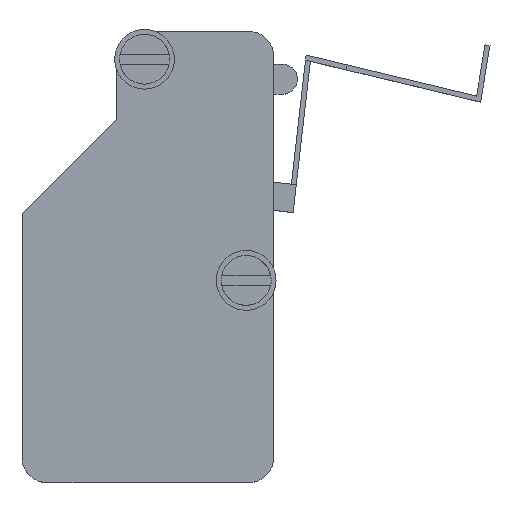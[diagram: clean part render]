
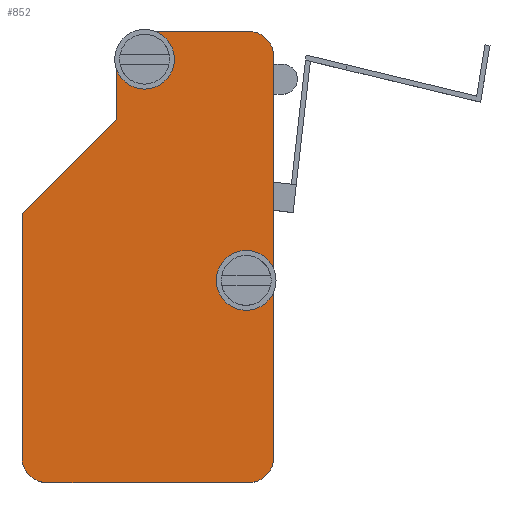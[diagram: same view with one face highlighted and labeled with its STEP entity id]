
A CAD part, top view. The second image highlights one B-rep face of the part: STEP entity #852.
In plain terms, the highlighted planar face has unit normal (0, 0, 1).
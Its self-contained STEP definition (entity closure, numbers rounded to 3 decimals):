
#324=CARTESIAN_POINT('',(-152.95,-59.9,58.));
#325=DIRECTION('',(0.,0.,-1.));
#326=DIRECTION('',(0.,-1.,0.));
#327=AXIS2_PLACEMENT_3D('',#324,#325,#326);
#332=DIRECTION('',(0.,1.,0.));
#333=VECTOR('',#332,24.5);
#334=CARTESIAN_POINT('',(-155.45,-59.9,58.));
#335=LINE('',#334,#333);
#339=DIRECTION('',(0.707,0.707,0.));
#340=VECTOR('',#339,13.364);
#341=CARTESIAN_POINT('',(-155.45,-35.4,58.));
#342=LINE('',#341,#340);
#346=DIRECTION('',(0.,1.,0.));
#347=VECTOR('',#346,6.35);
#348=CARTESIAN_POINT('',(-146.,-25.95,58.));
#349=LINE('',#348,#347);
#353=CARTESIAN_POINT('',(-143.5,-19.6,58.));
#354=DIRECTION('',(0.,0.,-1.));
#355=DIRECTION('',(-1.,0.,0.));
#356=AXIS2_PLACEMENT_3D('',#353,#354,#355);
#361=CARTESIAN_POINT('',(-132.7,-19.6,58.));
#362=DIRECTION('',(0.,0.,-1.));
#363=DIRECTION('',(0.,1.,0.));
#364=AXIS2_PLACEMENT_3D('',#361,#362,#363);
#369=CARTESIAN_POINT('',(-132.7,-59.9,58.));
#370=DIRECTION('',(0.,0.,-1.));
#371=DIRECTION('',(1.,0.,0.));
#372=AXIS2_PLACEMENT_3D('',#369,#370,#371);
#377=DIRECTION('',(-1.,0.,0.));
#378=VECTOR('',#377,20.25);
#379=CARTESIAN_POINT('',(-132.7,-62.4,58.));
#380=LINE('',#379,#378);
#384=CARTESIAN_POINT('',(-143.15,-19.9,58.));
#385=DIRECTION('',(0.,0.,1.));
#386=DIRECTION('',(0.,1.,0.));
#387=AXIS2_PLACEMENT_3D('',#384,#385,#386);
#392=CARTESIAN_POINT('',(-143.15,-19.9,58.));
#393=DIRECTION('',(0.,0.,1.));
#394=DIRECTION('',(-1.,0.,0.));
#395=AXIS2_PLACEMENT_3D('',#392,#393,#394);
#400=CARTESIAN_POINT('',(-143.15,-19.9,58.));
#401=DIRECTION('',(0.,0.,1.));
#402=DIRECTION('',(0.,-1.,0.));
#403=AXIS2_PLACEMENT_3D('',#400,#401,#402);
#408=CARTESIAN_POINT('',(-143.15,-19.9,58.));
#409=DIRECTION('',(0.,0.,1.));
#410=DIRECTION('',(1.,0.,0.));
#411=AXIS2_PLACEMENT_3D('',#408,#409,#410);
#416=CARTESIAN_POINT('',(-132.95,-42.1,58.));
#417=DIRECTION('',(0.,0.,1.));
#418=DIRECTION('',(0.,1.,0.));
#419=AXIS2_PLACEMENT_3D('',#416,#417,#418);
#424=CARTESIAN_POINT('',(-132.95,-42.1,58.));
#425=DIRECTION('',(0.,0.,1.));
#426=DIRECTION('',(-1.,0.,0.));
#427=AXIS2_PLACEMENT_3D('',#424,#425,#426);
#432=CARTESIAN_POINT('',(-132.95,-42.1,58.));
#433=DIRECTION('',(0.,0.,1.));
#434=DIRECTION('',(0.,-1.,0.));
#435=AXIS2_PLACEMENT_3D('',#432,#433,#434);
#440=CARTESIAN_POINT('',(-132.95,-42.1,58.));
#441=DIRECTION('',(0.,0.,1.));
#442=DIRECTION('',(1.,0.,0.));
#443=AXIS2_PLACEMENT_3D('',#440,#441,#442);
#539=DIRECTION('',(-1.,0.,0.));
#540=VECTOR('',#539,10.8);
#541=CARTESIAN_POINT('',(-132.7,-17.1,58.));
#542=LINE('',#541,#540);
#567=DIRECTION('',(0.,1.,0.));
#568=VECTOR('',#567,40.3);
#569=CARTESIAN_POINT('',(-130.2,-59.9,58.));
#570=LINE('',#569,#568);
#691=CARTESIAN_POINT('',(-132.95,-43.35,58.));
#692=VERTEX_POINT('',#691);
#693=CARTESIAN_POINT('',(-132.95,-40.85,58.));
#694=CARTESIAN_POINT('',(-134.2,-42.1,58.));
#695=VERTEX_POINT('',#693);
#696=VERTEX_POINT('',#694);
#697=CARTESIAN_POINT('',(-131.7,-42.1,58.));
#698=VERTEX_POINT('',#697);
#699=CARTESIAN_POINT('',(-152.95,-62.4,58.));
#700=CARTESIAN_POINT('',(-155.45,-59.9,58.));
#701=VERTEX_POINT('',#699);
#702=VERTEX_POINT('',#700);
#703=CARTESIAN_POINT('',(-155.45,-35.4,58.));
#704=VERTEX_POINT('',#703);
#705=CARTESIAN_POINT('',(-146.,-25.95,58.));
#706=VERTEX_POINT('',#705);
#707=CARTESIAN_POINT('',(-146.,-19.6,58.));
#708=VERTEX_POINT('',#707);
#709=CARTESIAN_POINT('',(-143.5,-17.1,58.));
#710=VERTEX_POINT('',#709);
#711=CARTESIAN_POINT('',(-132.7,-17.1,58.));
#712=VERTEX_POINT('',#711);
#713=CARTESIAN_POINT('',(-130.2,-19.6,58.));
#714=VERTEX_POINT('',#713);
#715=CARTESIAN_POINT('',(-130.2,-59.9,58.));
#716=VERTEX_POINT('',#715);
#717=CARTESIAN_POINT('',(-132.7,-62.4,58.));
#718=VERTEX_POINT('',#717);
#719=CARTESIAN_POINT('',(-143.15,-18.65,58.));
#720=CARTESIAN_POINT('',(-144.4,-19.9,58.));
#721=VERTEX_POINT('',#719);
#722=VERTEX_POINT('',#720);
#723=CARTESIAN_POINT('',(-143.15,-21.15,58.));
#724=VERTEX_POINT('',#723);
#725=CARTESIAN_POINT('',(-141.9,-19.9,58.));
#726=VERTEX_POINT('',#725);
#806=CARTESIAN_POINT('',(-135.45,-57.4,58.));
#807=DIRECTION('',(0.,0.,-1.));
#808=DIRECTION('',(-1.,0.,0.));
#809=AXIS2_PLACEMENT_3D('',#806,#807,#808);
#810=PLANE('',#809);
#811=ORIENTED_EDGE('',*,*,#796,.T.);
#813=ORIENTED_EDGE('',*,*,#812,.T.);
#815=ORIENTED_EDGE('',*,*,#814,.T.);
#817=ORIENTED_EDGE('',*,*,#816,.T.);
#819=ORIENTED_EDGE('',*,*,#818,.T.);
#821=ORIENTED_EDGE('',*,*,#820,.F.);
#823=ORIENTED_EDGE('',*,*,#822,.T.);
#825=ORIENTED_EDGE('',*,*,#824,.F.);
#827=ORIENTED_EDGE('',*,*,#826,.T.);
#829=ORIENTED_EDGE('',*,*,#828,.T.);
#830=EDGE_LOOP('',(#811,#813,#815,#817,#819,#821,#823,#825,#827,#829));
#831=FACE_OUTER_BOUND('',#830,.F.);
#833=ORIENTED_EDGE('',*,*,#832,.T.);
#835=ORIENTED_EDGE('',*,*,#834,.T.);
#837=ORIENTED_EDGE('',*,*,#836,.T.);
#839=ORIENTED_EDGE('',*,*,#838,.T.);
#840=EDGE_LOOP('',(#833,#835,#837,#839));
#841=FACE_BOUND('',#840,.F.);
#843=ORIENTED_EDGE('',*,*,#842,.T.);
#845=ORIENTED_EDGE('',*,*,#844,.T.);
#847=ORIENTED_EDGE('',*,*,#846,.T.);
#849=ORIENTED_EDGE('',*,*,#848,.T.);
#850=EDGE_LOOP('',(#843,#845,#847,#849));
#851=FACE_BOUND('',#850,.F.);
#328=CIRCLE('',#327,2.5);
#357=CIRCLE('',#356,2.5);
#365=CIRCLE('',#364,2.5);
#373=CIRCLE('',#372,2.5);
#388=CIRCLE('',#387,1.25);
#396=CIRCLE('',#395,1.25);
#404=CIRCLE('',#403,1.25);
#412=CIRCLE('',#411,1.25);
#420=CIRCLE('',#419,1.25);
#428=CIRCLE('',#427,1.25);
#436=CIRCLE('',#435,1.25);
#444=CIRCLE('',#443,1.25);
#796=EDGE_CURVE('',#701,#702,#328,.T.);
#812=EDGE_CURVE('',#702,#704,#335,.T.);
#814=EDGE_CURVE('',#704,#706,#342,.T.);
#816=EDGE_CURVE('',#706,#708,#349,.T.);
#818=EDGE_CURVE('',#708,#710,#357,.T.);
#820=EDGE_CURVE('',#712,#710,#542,.T.);
#822=EDGE_CURVE('',#712,#714,#365,.T.);
#824=EDGE_CURVE('',#716,#714,#570,.T.);
#826=EDGE_CURVE('',#716,#718,#373,.T.);
#828=EDGE_CURVE('',#718,#701,#380,.T.);
#832=EDGE_CURVE('',#721,#722,#388,.T.);
#834=EDGE_CURVE('',#722,#724,#396,.T.);
#836=EDGE_CURVE('',#724,#726,#404,.T.);
#838=EDGE_CURVE('',#726,#721,#412,.T.);
#842=EDGE_CURVE('',#695,#696,#420,.T.);
#844=EDGE_CURVE('',#696,#692,#428,.T.);
#846=EDGE_CURVE('',#692,#698,#436,.T.);
#848=EDGE_CURVE('',#698,#695,#444,.T.);
#852=ADVANCED_FACE('',(#831,#841,#851),#810,.F.);
